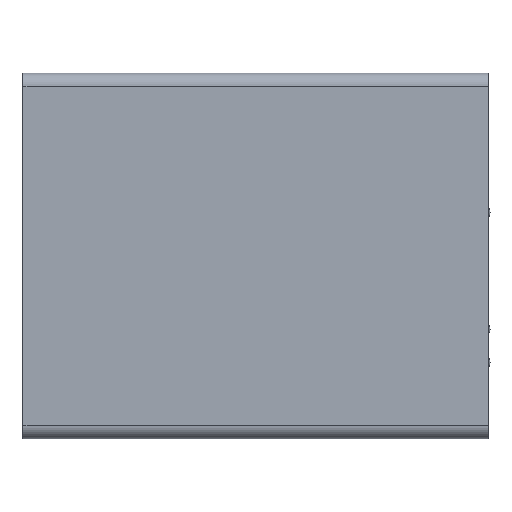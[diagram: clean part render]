
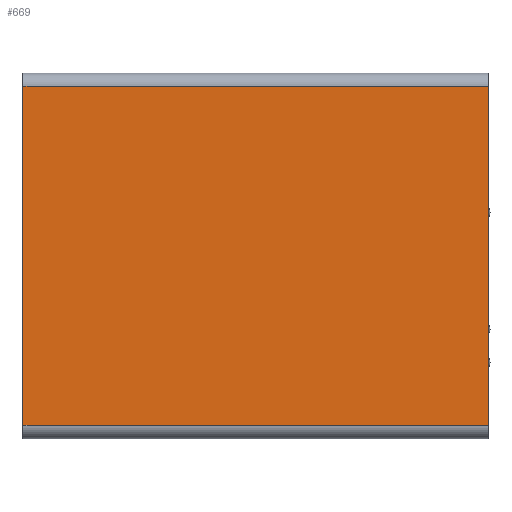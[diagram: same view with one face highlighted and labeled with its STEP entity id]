
A CAD part, top view. The second image highlights one B-rep face of the part: STEP entity #669.
In plain terms, the highlighted planar face has unit normal (0, 0, 1).
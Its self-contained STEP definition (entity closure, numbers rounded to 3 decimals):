
#546=CARTESIAN_POINT('Vertex',(70.,51.,23.)) ;
#562=CARTESIAN_POINT('Vertex',(-70.,51.,23.)) ;
#565=CARTESIAN_POINT('Line Origine',(35.,51.,23.)) ;
#639=CARTESIAN_POINT('Axis2P3D Location',(0.,-55.,23.)) ;
#644=CARTESIAN_POINT('Line Origine',(0.,-51.,23.)) ;
#648=CARTESIAN_POINT('Vertex',(70.,-51.,23.)) ;
#650=CARTESIAN_POINT('Vertex',(-70.,-51.,23.)) ;
#653=CARTESIAN_POINT('Line Origine',(70.,0.,23.)) ;
#658=CARTESIAN_POINT('Line Origine',(-70.,0.,23.)) ;
#566=DIRECTION('Vector Direction',(1.,0.,0.)) ;
#640=DIRECTION('Axis2P3D Direction',(0.,0.,-1.)) ;
#641=DIRECTION('Axis2P3D XDirection',(0.,1.,0.)) ;
#645=DIRECTION('Vector Direction',(1.,0.,0.)) ;
#654=DIRECTION('Vector Direction',(0.,1.,0.)) ;
#659=DIRECTION('Vector Direction',(0.,1.,0.)) ;
#642=AXIS2_PLACEMENT_3D('Plane Axis2P3D',#639,#640,#641) ;
#664=ORIENTED_EDGE('',*,*,#652,.F.) ;
#665=ORIENTED_EDGE('',*,*,#657,.F.) ;
#666=ORIENTED_EDGE('',*,*,#569,.T.) ;
#667=ORIENTED_EDGE('',*,*,#662,.T.) ;
#567=VECTOR('Line Direction',#566,1.) ;
#646=VECTOR('Line Direction',#645,1.) ;
#655=VECTOR('Line Direction',#654,1.) ;
#660=VECTOR('Line Direction',#659,1.) ;
#669=ADVANCED_FACE('PartBody',(#668),#643,.F.) ;
#569=EDGE_CURVE('',#547,#563,#568,.F.) ;
#652=EDGE_CURVE('',#649,#651,#647,.F.) ;
#657=EDGE_CURVE('',#547,#649,#656,.F.) ;
#662=EDGE_CURVE('',#563,#651,#661,.F.) ;
#663=EDGE_LOOP('',(#664,#665,#666,#667)) ;
#668=FACE_OUTER_BOUND('',#663,.T.) ;
#568=LINE('Line',#565,#567) ;
#647=LINE('Line',#644,#646) ;
#656=LINE('Line',#653,#655) ;
#661=LINE('Line',#658,#660) ;
#643=PLANE('Plane',#642) ;
#547=VERTEX_POINT('',#546) ;
#563=VERTEX_POINT('',#562) ;
#649=VERTEX_POINT('',#648) ;
#651=VERTEX_POINT('',#650) ;
